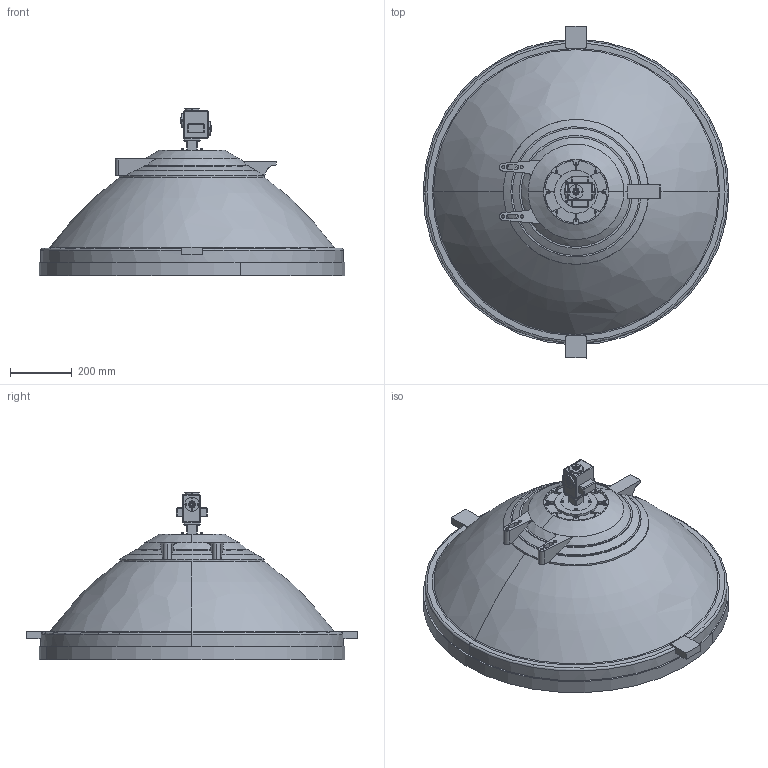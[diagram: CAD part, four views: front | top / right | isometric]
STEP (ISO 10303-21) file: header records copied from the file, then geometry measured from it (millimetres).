
FILE_DESCRIPTION (( 'STEP AP203' ), '1' );
FILE_NAME ('AY-RA45-35-MP-WR-2.STEP', '2023-12-06T21:28:09', ( '' ), ( '' ), 'SwSTEP 2.0', 'SolidWorks 2021', '' );
FILE_SCHEMA (( 'CONFIG_CONTROL_DESIGN' ));
Length unit declared in the file: inch
Products named in the file (1): AY-RA45-35-MP-WR-2
Bounding box: 990.6 x 1076 x 542.38 mm (x, y, z)
Volume: 174715351.2 mm3; surface area: 3927932.3 mm2
Topology: 22 solids, 22 shells, 3328 faces, 7707 edges, 4588 vertices
Faces by surface type: plane 1541, cone 1005, cylinder 738, torus 27, bspline 17
Entity records: 95580 total; most frequent: CARTESIAN_POINT 21465, DIRECTION 15419, ORIENTED_EDGE 15378, EDGE_CURVE 7689, AXIS2_PLACEMENT_3D 5867, VERTEX_POINT 4588, LINE 3685, VECTOR 3685
